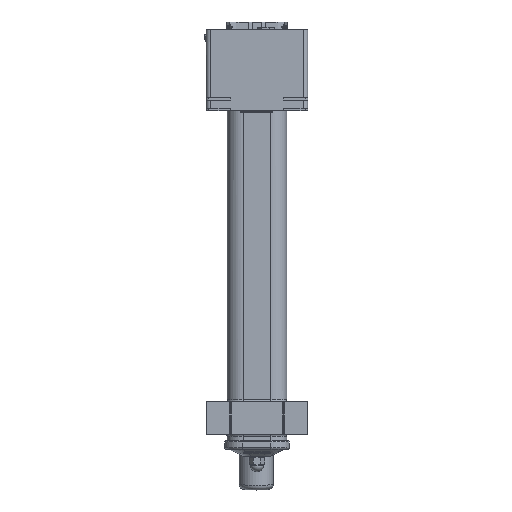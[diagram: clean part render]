
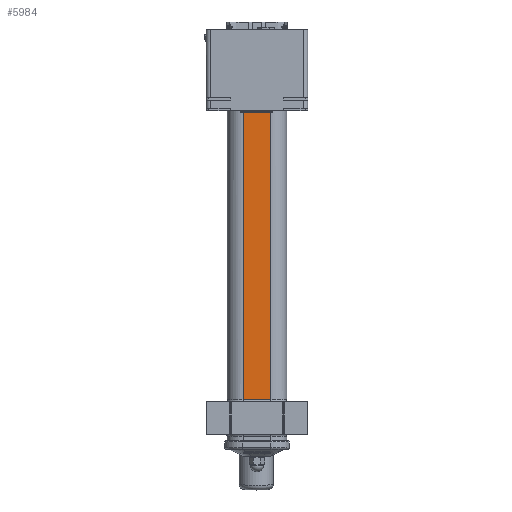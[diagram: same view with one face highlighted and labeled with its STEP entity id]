
A CAD part, front view. The second image highlights one B-rep face of the part: STEP entity #5984.
In plain terms, the highlighted planar face has unit normal (0, -1, 0).
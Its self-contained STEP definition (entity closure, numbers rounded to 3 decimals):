
#5150 = VERTEX_POINT('',#5151);
#5151 = CARTESIAN_POINT('',(16.51,9.398,-2.032));
#5158 = EDGE_CURVE('',#5159,#5150,#5161,.T.);
#5159 = VERTEX_POINT('',#5160);
#5160 = CARTESIAN_POINT('',(16.51,9.398,-343.637));
#5161 = LINE('',#5162,#5163);
#5162 = CARTESIAN_POINT('',(16.51,9.398,-343.637));
#5163 = VECTOR('',#5164,1.);
#5164 = DIRECTION('',(0.,0.,1.));
#5698 = VERTEX_POINT('',#5699);
#5699 = CARTESIAN_POINT('',(-16.51,9.398,-343.637));
#5706 = EDGE_CURVE('',#5698,#5707,#5709,.T.);
#5707 = VERTEX_POINT('',#5708);
#5708 = CARTESIAN_POINT('',(-16.51,9.398,-2.032));
#5709 = LINE('',#5710,#5711);
#5710 = CARTESIAN_POINT('',(-16.51,9.398,-343.637));
#5711 = VECTOR('',#5712,1.);
#5712 = DIRECTION('',(0.,0.,1.));
#5879 = EDGE_CURVE('',#5707,#5150,#5880,.T.);
#5880 = LINE('',#5881,#5882);
#5881 = CARTESIAN_POINT('',(-16.51,9.398,-2.032));
#5882 = VECTOR('',#5883,1.);
#5883 = DIRECTION('',(1.,0.,0.));
#5984 = ADVANCED_FACE('',(#5985),#5996,.T.);
#5985 = FACE_BOUND('',#5986,.T.);
#5986 = EDGE_LOOP('',(#5987,#5988,#5989,#5995));
#5987 = ORIENTED_EDGE('',*,*,#5879,.F.);
#5988 = ORIENTED_EDGE('',*,*,#5706,.F.);
#5989 = ORIENTED_EDGE('',*,*,#5990,.T.);
#5990 = EDGE_CURVE('',#5698,#5159,#5991,.T.);
#5991 = LINE('',#5992,#5993);
#5992 = CARTESIAN_POINT('',(-16.51,9.398,-343.637));
#5993 = VECTOR('',#5994,1.);
#5994 = DIRECTION('',(1.,0.,0.));
#5995 = ORIENTED_EDGE('',*,*,#5158,.T.);
#5996 = PLANE('',#5997);
#5997 = AXIS2_PLACEMENT_3D('',#5998,#5999,#6000);
#5998 = CARTESIAN_POINT('',(-16.51,9.398,-396.977));
#5999 = DIRECTION('',(0.,-1.,0.));
#6000 = DIRECTION('',(0.,0.,-1.));
